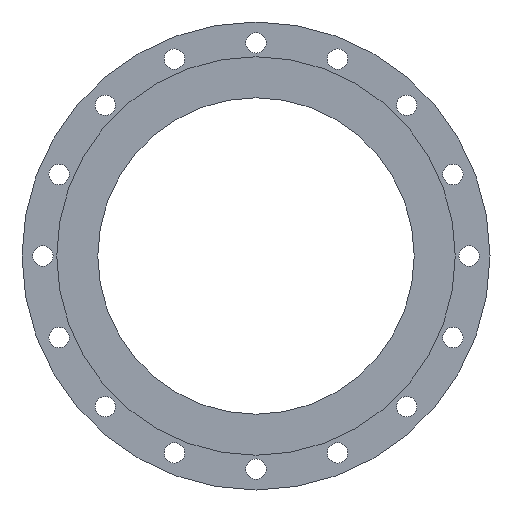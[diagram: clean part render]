
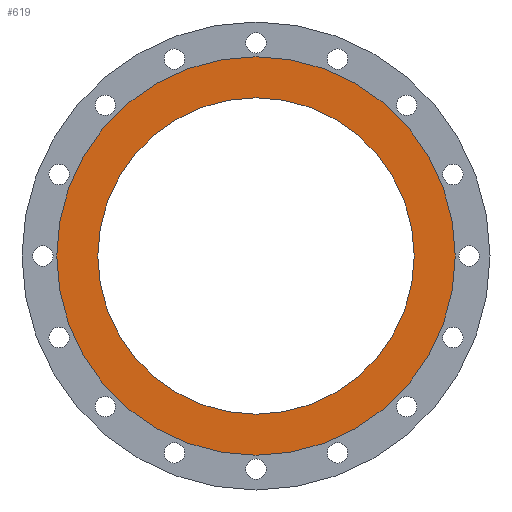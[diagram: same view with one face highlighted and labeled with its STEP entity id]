
A CAD part, front view. The second image highlights one B-rep face of the part: STEP entity #619.
In plain terms, the highlighted planar face has unit normal (0, -1, 0).
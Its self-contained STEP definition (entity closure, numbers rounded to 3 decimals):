
#64 = AXIS2_PLACEMENT_3D ( 'NONE', #744, #1406, #762 ) ;
#77 = VERTEX_POINT ( 'NONE', #156 ) ;
#156 = CARTESIAN_POINT ( 'NONE',  ( 0., 0., 215. ) ) ;
#188 = CARTESIAN_POINT ( 'NONE',  ( 0., 0., 170.7 ) ) ;
#194 = VERTEX_POINT ( 'NONE', #1522 ) ;
#195 = ORIENTED_EDGE ( 'NONE', *, *, #916, .F. ) ;
#197 = FACE_BOUND ( 'NONE', #972, .T. ) ;
#227 = ORIENTED_EDGE ( 'NONE', *, *, #517, .T. ) ;
#267 = DIRECTION ( 'NONE',  ( 0., 1., 0. ) ) ;
#324 = EDGE_LOOP ( 'NONE', ( #1109, #195 ) ) ;
#359 = CARTESIAN_POINT ( 'NONE',  ( 0., 0., -170.7 ) ) ;
#419 = AXIS2_PLACEMENT_3D ( 'NONE', #824, #841, #1218 ) ;
#455 = ORIENTED_EDGE ( 'NONE', *, *, #880, .T. ) ;
#471 = AXIS2_PLACEMENT_3D ( 'NONE', #188, #858, #576 ) ;
#517 = EDGE_CURVE ( 'NONE', #1505, #1436, #1453, .T. ) ;
#550 = AXIS2_PLACEMENT_3D ( 'NONE', #1546, #771, #1036 ) ;
#576 = DIRECTION ( 'NONE',  ( 0., 0., -1. ) ) ;
#619 = ADVANCED_FACE ( 'NONE', ( #197, #1347 ), #1356, .T. ) ;
#744 = CARTESIAN_POINT ( 'NONE',  ( 0., 0., 0. ) ) ;
#762 = DIRECTION ( 'NONE',  ( 0., 0., 1. ) ) ;
#771 = DIRECTION ( 'NONE',  ( 0., 1., 0. ) ) ;
#824 = CARTESIAN_POINT ( 'NONE',  ( 0., 0., 0. ) ) ;
#825 = EDGE_CURVE ( 'NONE', #77, #194, #1533, .T. ) ;
#841 = DIRECTION ( 'NONE',  ( 0., 1., 0. ) ) ;
#858 = DIRECTION ( 'NONE',  ( 0., -1., 0. ) ) ;
#880 = EDGE_CURVE ( 'NONE', #1436, #1505, #1290, .T. ) ;
#916 = EDGE_CURVE ( 'NONE', #194, #77, #1205, .T. ) ;
#972 = EDGE_LOOP ( 'NONE', ( #455, #227 ) ) ;
#1036 = DIRECTION ( 'NONE',  ( 0., 0., 1. ) ) ;
#1056 = CARTESIAN_POINT ( 'NONE',  ( 0., 0., 0. ) ) ;
#1093 = AXIS2_PLACEMENT_3D ( 'NONE', #1056, #267, #1324 ) ;
#1109 = ORIENTED_EDGE ( 'NONE', *, *, #825, .F. ) ;
#1205 = CIRCLE ( 'NONE', #64, 215. ) ;
#1218 = DIRECTION ( 'NONE',  ( 0., 0., 1. ) ) ;
#1290 = CIRCLE ( 'NONE', #550, 170.7 ) ;
#1324 = DIRECTION ( 'NONE',  ( 0., 0., 1. ) ) ;
#1347 = FACE_OUTER_BOUND ( 'NONE', #324, .T. ) ;
#1356 = PLANE ( 'NONE',  #471 ) ;
#1406 = DIRECTION ( 'NONE',  ( 0., 1., 0. ) ) ;
#1436 = VERTEX_POINT ( 'NONE', #1674 ) ;
#1453 = CIRCLE ( 'NONE', #419, 170.7 ) ;
#1505 = VERTEX_POINT ( 'NONE', #359 ) ;
#1522 = CARTESIAN_POINT ( 'NONE',  ( 0., 0., -215. ) ) ;
#1533 = CIRCLE ( 'NONE', #1093, 215. ) ;
#1546 = CARTESIAN_POINT ( 'NONE',  ( 0., 0., 0. ) ) ;
#1674 = CARTESIAN_POINT ( 'NONE',  ( 0., 0., 170.7 ) ) ;
